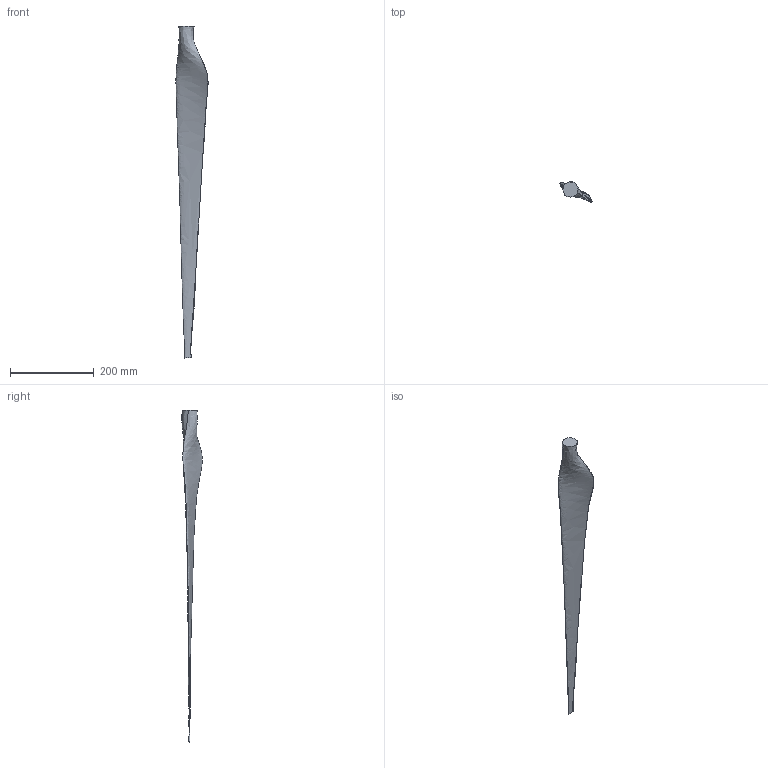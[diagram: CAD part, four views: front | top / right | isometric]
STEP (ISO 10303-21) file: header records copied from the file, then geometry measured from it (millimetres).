
FILE_DESCRIPTION (( 'STEP AP214' ), '1' );
FILE_NAME ('4th.STEP', '2024-11-23T08:01:34', ( '' ), ( '' ), 'SwSTEP 2.0', 'SolidWorks 2018', '' );
FILE_SCHEMA (( 'AUTOMOTIVE_DESIGN' ));
Length unit declared in the file: metre
Products named in the file (1): 4th
Bounding box: 76.74 x 48.85 x 795 mm (x, y, z)
Volume: 259160.7 mm3; surface area: 82682 mm2
Topology: 1 solids, 1 shells, 4 faces, 6 edges, 4 vertices
Faces by surface type: bspline 2, plane 2
Entity records: 3942 total; most frequent: CARTESIAN_POINT 3845, ORIENTED_EDGE 12, DIRECTION 10, EDGE_CURVE 6, AXIS2_PLACEMENT_3D 5, B_SPLINE_CURVE_WITH_KNOTS 4, EDGE_LOOP 4, FACE_OUTER_BOUND 4
